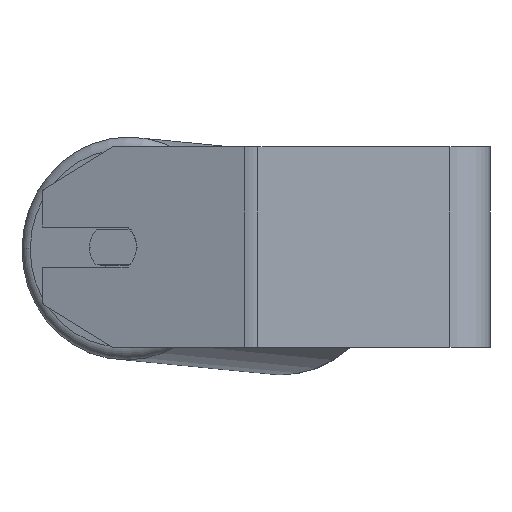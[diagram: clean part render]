
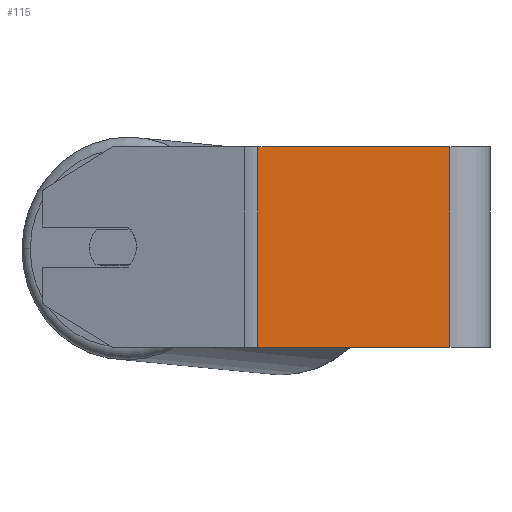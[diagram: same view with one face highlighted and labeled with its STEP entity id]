
A CAD part, left-side view. The second image highlights one B-rep face of the part: STEP entity #115.
In plain terms, the highlighted planar face has unit normal (-1, 0, 0).
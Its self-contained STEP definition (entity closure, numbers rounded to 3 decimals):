
#3 = CARTESIAN_POINT ( 'NONE',  ( -230., 92.553, 40. ) ) ;
#11 = ORIENTED_EDGE ( 'NONE', *, *, #3941, .T. ) ;
#44 = LINE ( 'NONE', #3, #5456 ) ;
#115 = ADVANCED_FACE ( 'NONE', ( #4648 ), #5610, .F. ) ;
#382 = VECTOR ( 'NONE', #440, 1000. ) ;
#440 = DIRECTION ( 'NONE',  ( 0., 0., -1. ) ) ;
#657 = CARTESIAN_POINT ( 'NONE',  ( -230., 92.553, -40. ) ) ;
#913 = DIRECTION ( 'NONE',  ( 0., 0., -1. ) ) ;
#1014 = LINE ( 'NONE', #5277, #382 ) ;
#1239 = CARTESIAN_POINT ( 'NONE',  ( -230., 95.374, -40. ) ) ;
#1414 = VECTOR ( 'NONE', #6151, 1000. ) ;
#1572 = CARTESIAN_POINT ( 'NONE',  ( -230., 95.374, 40. ) ) ;
#1851 = CARTESIAN_POINT ( 'NONE',  ( -230., 16., -40. ) ) ;
#2052 = DIRECTION ( 'NONE',  ( 1., 0., 0. ) ) ;
#2358 = ORIENTED_EDGE ( 'NONE', *, *, #6248, .T. ) ;
#2506 = ORIENTED_EDGE ( 'NONE', *, *, #5720, .F. ) ;
#3479 = EDGE_CURVE ( 'NONE', #6186, #4778, #1014, .T. ) ;
#3605 = VERTEX_POINT ( 'NONE', #657 ) ;
#3792 = CARTESIAN_POINT ( 'NONE',  ( -230., 16., 40. ) ) ;
#3941 = EDGE_CURVE ( 'NONE', #6512, #3605, #44, .T. ) ;
#4027 = LINE ( 'NONE', #1239, #1414 ) ;
#4065 = AXIS2_PLACEMENT_3D ( 'NONE', #5776, #2052, #913 ) ;
#4250 = EDGE_LOOP ( 'NONE', ( #2358, #4770, #2506, #11 ) ) ;
#4561 = VECTOR ( 'NONE', #5869, 1000. ) ;
#4648 = FACE_OUTER_BOUND ( 'NONE', #4250, .T. ) ;
#4770 = ORIENTED_EDGE ( 'NONE', *, *, #3479, .F. ) ;
#4778 = VERTEX_POINT ( 'NONE', #1851 ) ;
#5277 = CARTESIAN_POINT ( 'NONE',  ( -230., 16., 40. ) ) ;
#5424 = CARTESIAN_POINT ( 'NONE',  ( -230., 92.553, 40. ) ) ;
#5456 = VECTOR ( 'NONE', #6580, 1000. ) ;
#5610 = PLANE ( 'NONE',  #4065 ) ;
#5720 = EDGE_CURVE ( 'NONE', #6512, #6186, #6418, .T. ) ;
#5776 = CARTESIAN_POINT ( 'NONE',  ( -230., 95.374, 40. ) ) ;
#5869 = DIRECTION ( 'NONE',  ( 0., -1., 0. ) ) ;
#6151 = DIRECTION ( 'NONE',  ( 0., -1., 0. ) ) ;
#6186 = VERTEX_POINT ( 'NONE', #3792 ) ;
#6248 = EDGE_CURVE ( 'NONE', #3605, #4778, #4027, .T. ) ;
#6418 = LINE ( 'NONE', #1572, #4561 ) ;
#6512 = VERTEX_POINT ( 'NONE', #5424 ) ;
#6580 = DIRECTION ( 'NONE',  ( 0., 0., -1. ) ) ;
